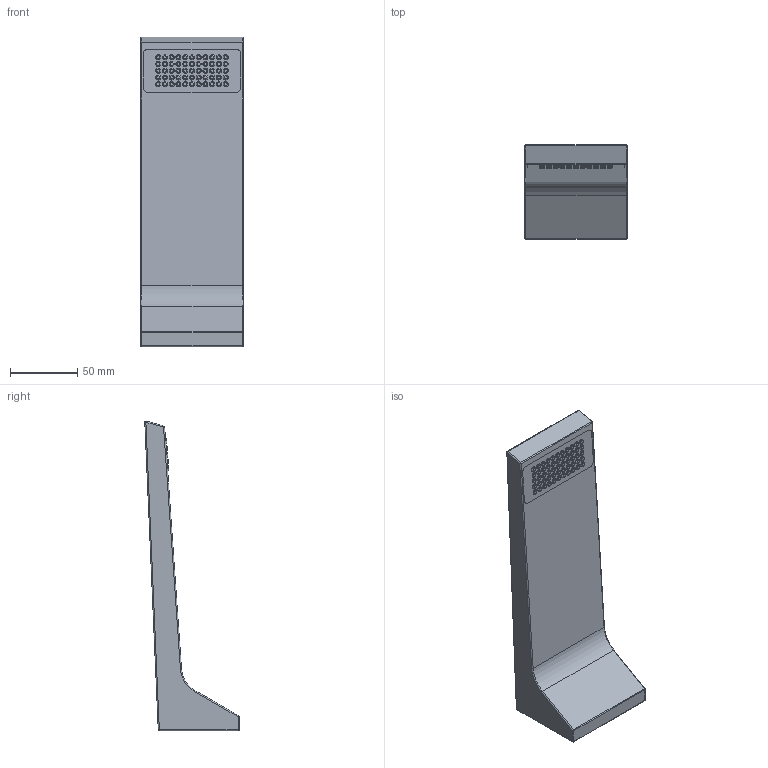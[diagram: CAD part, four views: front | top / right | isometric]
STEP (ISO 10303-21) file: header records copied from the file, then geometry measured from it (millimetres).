
FILE_DESCRIPTION (( 'STEP AP203' ), '1' );
FILE_NAME ('13801705-00.STEP', '2018-07-03T14:13:45', ( '' ), ( '' ), 'SwSTEP 2.0', 'SolidWorks 2017', '' );
FILE_SCHEMA (( 'CONFIG_CONTROL_DESIGN' ));
Length unit declared in the file: millimetre
Products named in the file (5): Planungsmodell_Auslauf-+-09.11.70.006.90-01; Planungsmodell_Platte-+-09.11.02.299.90-01_K2; Planungsmodell_Platte-+-09.11.02.299.90-01_K3; Planungsmodell_Platte-+-09.11.02.299.90-01_K1; 13801705-00
Assembly tree (59 placements, depth 3):
  13801705-00
    Planungsmodell_Auslauf-+-09.11.70.006.90-01
    Planungsmodell_Platte-+-09.11.02.299.90-01_K1
      Planungsmodell_Platte-+-09.11.02.299.90-01_K2
      Planungsmodell_Platte-+-09.11.02.299.90-01_K3  x56
Bounding box: 76 x 69.99 x 229.73 mm (x, y, z)
Volume: 378094.1 mm3; surface area: 57970.1 mm2
Topology: 58 solids, 58 shells, 385 faces, 668 edges, 393 vertices
Faces by surface type: cylinder 134, plane 126, torus 114, sphere 11
Entity records: 3691 total; most frequent: DIRECTION 402, CARTESIAN_POINT 289, ORIENTED_EDGE 220, AXIS2_PLACEMENT_3D 174, CALENDAR_DATE 143, LOCAL_TIME 143, DATE_AND_TIME 143, COORDINATED_UNIVERSAL_TIME_OFFSET 143
